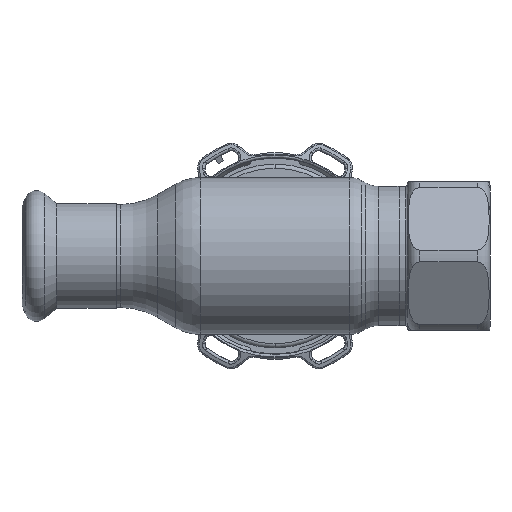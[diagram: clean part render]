
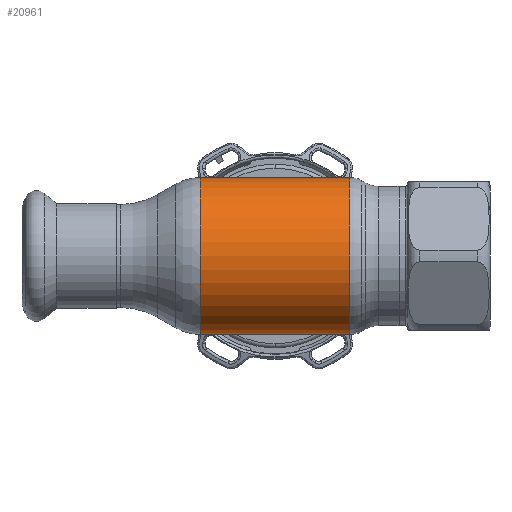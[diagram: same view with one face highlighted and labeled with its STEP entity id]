
A CAD part, front view. The second image highlights one B-rep face of the part: STEP entity #20961.
In plain terms, the highlighted cylindrical face has radius 19 mm (diameter 38 mm), a partial arc.
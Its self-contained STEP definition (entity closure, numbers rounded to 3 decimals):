
#327 = ORIENTED_EDGE ( 'NONE', *, *, #27074, .T. ) ;
#1496 = CYLINDRICAL_SURFACE ( 'NONE', #23910, 19. ) ;
#3234 = AXIS2_PLACEMENT_3D ( 'NONE', #29979, #21904, #30324 ) ;
#3658 = CARTESIAN_POINT ( 'NONE',  ( -18.035, 0., -19. ) ) ;
#4004 = VECTOR ( 'NONE', #23090, 1000. ) ;
#4273 = DIRECTION ( 'NONE',  ( 0., 0., 1. ) ) ;
#6971 = VERTEX_POINT ( 'NONE', #15572 ) ;
#7050 = DIRECTION ( 'NONE',  ( -1., 0., 0. ) ) ;
#8243 = CARTESIAN_POINT ( 'NONE',  ( 18.035, 0., -19. ) ) ;
#8461 = EDGE_CURVE ( 'NONE', #26792, #11323, #8972, .T. ) ;
#8769 = ORIENTED_EDGE ( 'NONE', *, *, #18633, .F. ) ;
#8972 = LINE ( 'NONE', #11906, #4004 ) ;
#11319 = EDGE_LOOP ( 'NONE', ( #16300, #33503, #327, #8769 ) ) ;
#11323 = VERTEX_POINT ( 'NONE', #3658 ) ;
#11906 = CARTESIAN_POINT ( 'NONE',  ( -62.69, 0., -19. ) ) ;
#12141 = DIRECTION ( 'NONE',  ( -1., 0., 0. ) ) ;
#13645 = AXIS2_PLACEMENT_3D ( 'NONE', #31930, #12141, #4273 ) ;
#14485 = CARTESIAN_POINT ( 'NONE',  ( 18.035, 0., 19. ) ) ;
#15171 = VERTEX_POINT ( 'NONE', #14485 ) ;
#15572 = CARTESIAN_POINT ( 'NONE',  ( -18.035, 0., 19. ) ) ;
#15813 = DIRECTION ( 'NONE',  ( -1., 0., 0. ) ) ;
#16300 = ORIENTED_EDGE ( 'NONE', *, *, #8461, .F. ) ;
#18205 = FACE_OUTER_BOUND ( 'NONE', #11319, .T. ) ;
#18633 = EDGE_CURVE ( 'NONE', #11323, #6971, #26661, .T. ) ;
#20961 = ADVANCED_FACE ( 'NONE', ( #18205 ), #1496, .T. ) ;
#21904 = DIRECTION ( 'NONE',  ( -1., 0., 0. ) ) ;
#23090 = DIRECTION ( 'NONE',  ( -1., 0., 0. ) ) ;
#23891 = CARTESIAN_POINT ( 'NONE',  ( -62.69, 0., 19. ) ) ;
#23910 = AXIS2_PLACEMENT_3D ( 'NONE', #26227, #15813, #26972 ) ;
#24273 = VECTOR ( 'NONE', #7050, 1000. ) ;
#26227 = CARTESIAN_POINT ( 'NONE',  ( -62.69, 0., 0. ) ) ;
#26661 = CIRCLE ( 'NONE', #3234, 19. ) ;
#26792 = VERTEX_POINT ( 'NONE', #8243 ) ;
#26835 = LINE ( 'NONE', #23891, #24273 ) ;
#26972 = DIRECTION ( 'NONE',  ( 0., 0., 1. ) ) ;
#27074 = EDGE_CURVE ( 'NONE', #15171, #6971, #26835, .T. ) ;
#29459 = CIRCLE ( 'NONE', #13645, 19. ) ;
#29979 = CARTESIAN_POINT ( 'NONE',  ( -18.035, 0., 0. ) ) ;
#30324 = DIRECTION ( 'NONE',  ( 0., 0., 1. ) ) ;
#31930 = CARTESIAN_POINT ( 'NONE',  ( 18.035, 0., 0. ) ) ;
#33503 = ORIENTED_EDGE ( 'NONE', *, *, #35048, .T. ) ;
#35048 = EDGE_CURVE ( 'NONE', #26792, #15171, #29459, .T. ) ;
